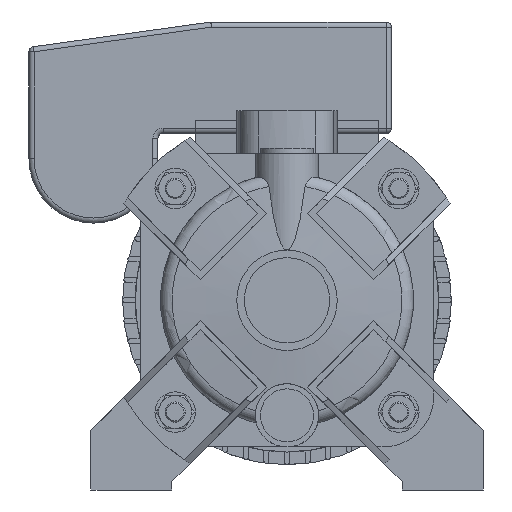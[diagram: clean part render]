
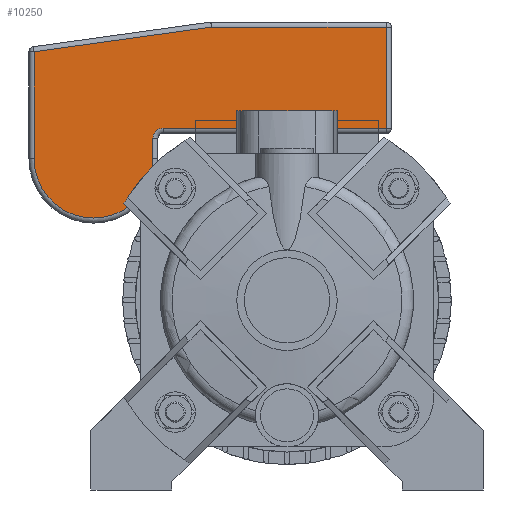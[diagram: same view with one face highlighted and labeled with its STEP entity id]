
A CAD part, left-side view. The second image highlights one B-rep face of the part: STEP entity #10250.
In plain terms, the highlighted planar face has unit normal (-1, 0, 0).
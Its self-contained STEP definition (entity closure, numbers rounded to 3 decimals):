
#1159=LINE('',#18582,#1938);
#1161=LINE('',#18591,#1940);
#1163=LINE('',#18629,#1942);
#1169=LINE('',#18645,#1948);
#1175=LINE('',#18654,#1954);
#1181=LINE('',#18663,#1960);
#1938=VECTOR('',#13975,10.);
#1940=VECTOR('',#13987,10.);
#1942=VECTOR('',#14031,10.);
#1948=VECTOR('',#14051,10.);
#1954=VECTOR('',#14063,10.);
#1960=VECTOR('',#14075,10.);
#2295=PLANE('',#11308);
#2975=FACE_OUTER_BOUND('',#3652,.T.);
#3652=EDGE_LOOP('',(#9439,#9440,#9441,#9442,#9443,#9444,#9445,#9446));
#4126=CIRCLE('',#11245,4.);
#4133=CIRCLE('',#11256,23.5);
#5091=VERTEX_POINT('',#18560);
#5093=VERTEX_POINT('',#18564);
#5096=VERTEX_POINT('',#18574);
#5097=VERTEX_POINT('',#18578);
#5099=VERTEX_POINT('',#18584);
#5105=VERTEX_POINT('',#18601);
#5111=VERTEX_POINT('',#18615);
#5114=VERTEX_POINT('',#18622);
#6516=EDGE_CURVE('',#5093,#5091,#4126,.T.);
#6524=EDGE_CURVE('',#5091,#5097,#1159,.T.);
#6527=EDGE_CURVE('',#5097,#5099,#4133,.T.);
#6529=EDGE_CURVE('',#5099,#5096,#1161,.T.);
#6546=EDGE_CURVE('',#5114,#5093,#1163,.T.);
#6555=EDGE_CURVE('',#5111,#5114,#1169,.T.);
#6561=EDGE_CURVE('',#5105,#5111,#1175,.T.);
#6567=EDGE_CURVE('',#5096,#5105,#1181,.T.);
#9439=ORIENTED_EDGE('',*,*,#6516,.F.);
#9440=ORIENTED_EDGE('',*,*,#6546,.F.);
#9441=ORIENTED_EDGE('',*,*,#6555,.F.);
#9442=ORIENTED_EDGE('',*,*,#6561,.F.);
#9443=ORIENTED_EDGE('',*,*,#6567,.F.);
#9444=ORIENTED_EDGE('',*,*,#6529,.F.);
#9445=ORIENTED_EDGE('',*,*,#6527,.F.);
#9446=ORIENTED_EDGE('',*,*,#6524,.F.);
#10250=ADVANCED_FACE('',(#2975),#2295,.F.);
#11245=AXIS2_PLACEMENT_3D('',#18566,#13956,#13957);
#11256=AXIS2_PLACEMENT_3D('',#18588,#13982,#13983);
#11308=AXIS2_PLACEMENT_3D('',#18697,#14118,#14119);
#13956=DIRECTION('center_axis',(-1.,0.,0.));
#13957=DIRECTION('ref_axis',(0.,0.707,0.707));
#13975=DIRECTION('',(0.,0.,-1.));
#13982=DIRECTION('center_axis',(1.,0.,0.));
#13983=DIRECTION('ref_axis',(0.,0.,-1.));
#13987=DIRECTION('',(0.,0.,1.));
#14031=DIRECTION('',(0.,1.,0.));
#14051=DIRECTION('',(0.,0.,-1.));
#14063=DIRECTION('',(0.,-1.,0.));
#14075=DIRECTION('',(0.,-0.99,0.138));
#14118=DIRECTION('center_axis',(1.,0.,0.));
#14119=DIRECTION('ref_axis',(0.,0.,-1.));
#18560=CARTESIAN_POINT('',(59.75,53.,139.));
#18564=CARTESIAN_POINT('',(59.75,49.,143.));
#18566=CARTESIAN_POINT('Origin',(59.75,49.,139.));
#18574=CARTESIAN_POINT('',(59.75,100.,173.259));
#18578=CARTESIAN_POINT('',(59.75,53.,131.));
#18582=CARTESIAN_POINT('',(59.75,53.,126.528));
#18584=CARTESIAN_POINT('',(59.75,100.,131.));
#18588=CARTESIAN_POINT('Origin',(59.75,76.5,131.));
#18591=CARTESIAN_POINT('',(59.75,100.,148.528));
#18601=CARTESIAN_POINT('',(59.75,29.862,183.));
#18615=CARTESIAN_POINT('',(59.75,-39.25,183.));
#18622=CARTESIAN_POINT('',(59.75,-39.25,143.));
#18629=CARTESIAN_POINT('',(59.75,63.75,143.));
#18645=CARTESIAN_POINT('',(59.75,-39.25,131.528));
#18654=CARTESIAN_POINT('',(59.75,38.25,183.));
#18663=CARTESIAN_POINT('',(59.75,56.823,179.255));
#18697=CARTESIAN_POINT('Origin',(59.75,76.5,122.057));
